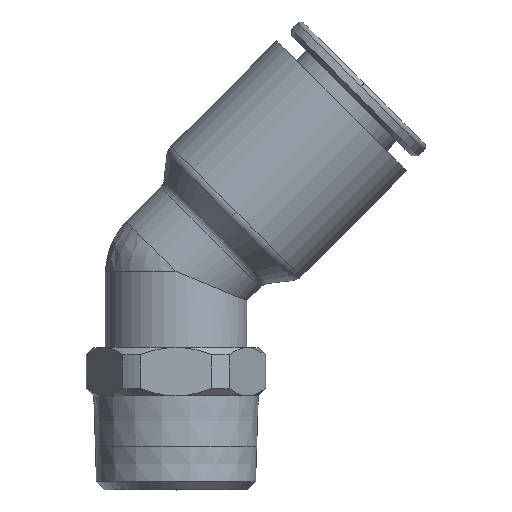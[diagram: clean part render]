
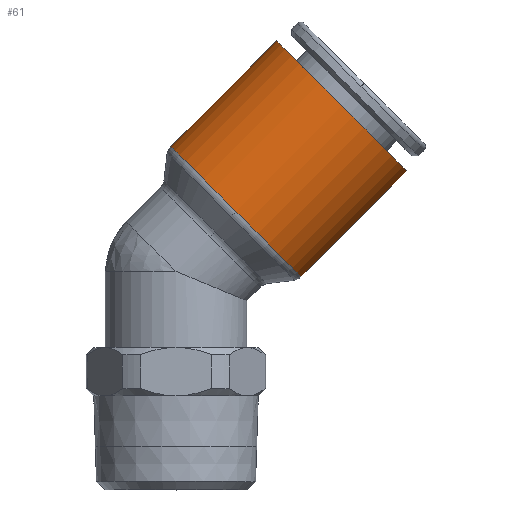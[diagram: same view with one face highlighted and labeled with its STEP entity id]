
A CAD part, top view. The second image highlights one B-rep face of the part: STEP entity #61.
In plain terms, the highlighted cylindrical face has radius 9.5 mm (diameter 19 mm), a partial arc.
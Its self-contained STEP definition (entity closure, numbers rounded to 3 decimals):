
#61=ADVANCED_FACE('',(#151),#152,.T.);
#151=FACE_OUTER_BOUND('',#308,.T.);
#152=CYLINDRICAL_SURFACE('',#309,9.5);
#308=EDGE_LOOP('',(#542,#543,#544,#545,#546));
#309=AXIS2_PLACEMENT_3D('',#547,#548,#549);
#542=ORIENTED_EDGE('',*,*,#1060,.F.);
#543=ORIENTED_EDGE('',*,*,#1061,.T.);
#544=ORIENTED_EDGE('',*,*,#1062,.T.);
#545=ORIENTED_EDGE('',*,*,#1063,.F.);
#546=ORIENTED_EDGE('',*,*,#1064,.F.);
#547=CARTESIAN_POINT('',(11.65,24.5,0.0));
#548=DIRECTION('',(0.707,0.707,0.0));
#549=DIRECTION('',(-0.707,0.707,0.0));
#1060=EDGE_CURVE('',#1282,#1283,#1284,.T.);
#1061=EDGE_CURVE('',#1282,#1285,#1286,.T.);
#1062=EDGE_CURVE('',#1285,#1287,#1288,.T.);
#1063=EDGE_CURVE('',#1289,#1287,#1290,.T.);
#1064=EDGE_CURVE('',#1283,#1289,#1291,.T.);
#1282=VERTEX_POINT('',#1649);
#1283=VERTEX_POINT('',#1650);
#1284=LINE('',#1651,#1652);
#1285=VERTEX_POINT('',#1653);
#1286=CIRCLE('',#1654,9.5);
#1287=VERTEX_POINT('',#1655);
#1288=CIRCLE('',#1656,9.5);
#1289=VERTEX_POINT('',#1657);
#1290=LINE('',#1658,#1659);
#1291=CIRCLE('',#1660,9.5);
#1649=CARTESIAN_POINT('',(-0.53,25.755,0.0));
#1650=CARTESIAN_POINT('',(10.394,36.679,0.0));
#1651=CARTESIAN_POINT('',(4.932,31.217,0.));
#1652=VECTOR('',#2190,1.0);
#1653=CARTESIAN_POINT('',(6.187,19.037,9.5));
#1654=AXIS2_PLACEMENT_3D('',#2191,#2192,#2193);
#1655=CARTESIAN_POINT('',(12.905,12.32,0.));
#1656=AXIS2_PLACEMENT_3D('',#2194,#2195,#2196);
#1657=CARTESIAN_POINT('',(23.829,23.244,0.));
#1658=CARTESIAN_POINT('',(18.367,17.782,0.));
#1659=VECTOR('',#2197,1.0);
#1660=AXIS2_PLACEMENT_3D('',#2198,#2199,#2200);
#2190=DIRECTION('',(0.707,0.707,0.0));
#2191=CARTESIAN_POINT('',(6.187,19.037,0.0));
#2192=DIRECTION('',(0.707,0.707,0.0));
#2193=DIRECTION('',(-0.707,0.707,0.0));
#2194=CARTESIAN_POINT('',(6.187,19.037,0.0));
#2195=DIRECTION('',(0.707,0.707,0.0));
#2196=DIRECTION('',(-0.707,0.707,0.0));
#2197=DIRECTION('',(-0.707,-0.707,-0.0));
#2198=CARTESIAN_POINT('',(17.112,29.962,0.0));
#2199=DIRECTION('',(0.707,0.707,0.0));
#2200=DIRECTION('',(-0.707,0.707,0.0));
